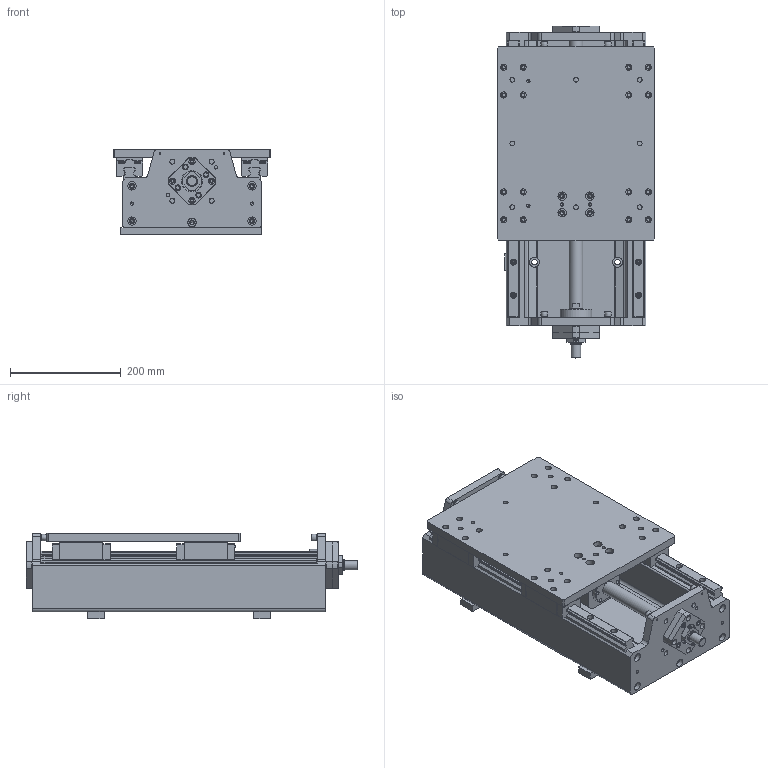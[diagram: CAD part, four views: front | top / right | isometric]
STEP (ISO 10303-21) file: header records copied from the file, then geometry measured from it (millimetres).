
FILE_DESCRIPTION((''),'2;1');
FILE_NAME('KK-HD-285-25-25XX-0500.stp','2009-03-22T19:30:24',('kurt'),(''),'Autodesk Inventor 2008','Autodesk Inventor 2008','');
FILE_SCHEMA(('AUTOMOTIVE_DESIGN { 1 0 10303 214 1 1 1 1 }'));
Length unit declared in the file: millimetre
Products named in the file (1): Part64
Bounding box: 285 x 599 x 155 mm (x, y, z)
Volume: 9074284.1 mm3; surface area: 1020692.2 mm2
Topology: 23 solids, 23 shells, 2274 faces, 6154 edges, 4052 vertices
Faces by surface type: plane 1490, cylinder 413, bspline 247, cone 108, torus 16
Full cylindrical faces by diameter (mm): 2.459 x4, 3 x4, 3.5 x4, 3.6 x1, 4 x1, 4.917 x31, 5.5 x4, 6 x30, 6.6 x30, 6.647 x14, 7 x16, 8 x4, 8.376 x8, 9 x18, 10 x4, 10.106 x4, 11 x44, 15 x18, 17 x1, 18 x4, 19 x1, 20 x4, 23 x1, 25 x3, 26 x1, 28.64 x4, 29.082 x2, 37 x2, 38 x1, 38.36 x4
Entity records: 76321 total; most frequent: CARTESIAN_POINT 19317, ORIENTED_EDGE 11364, DIRECTION 10184, EDGE_CURVE 5682, VECTOR 4172, LINE 4172, VERTEX_POINT 3948, AXIS2_PLACEMENT_3D 3006
